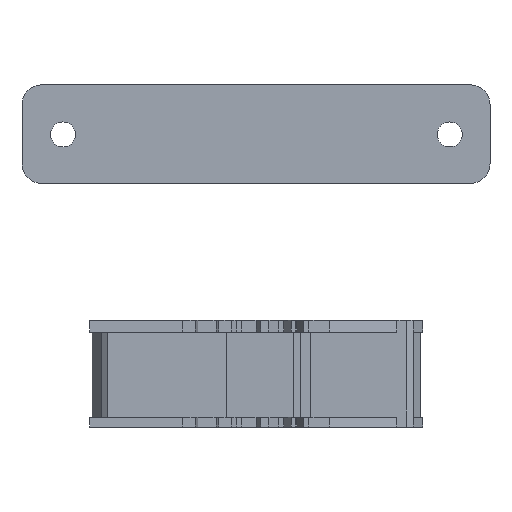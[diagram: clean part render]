
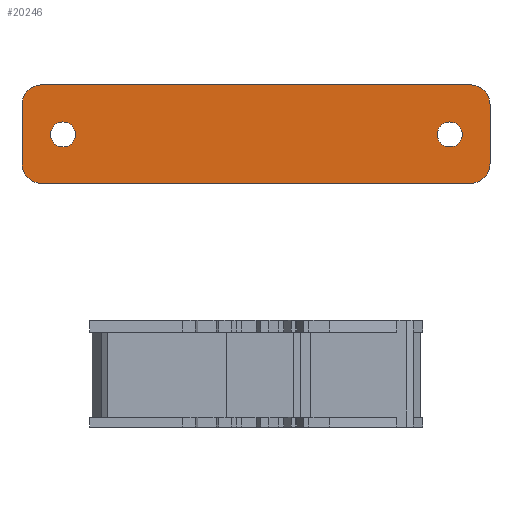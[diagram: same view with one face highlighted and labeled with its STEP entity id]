
A CAD part, front view. The second image highlights one B-rep face of the part: STEP entity #20246.
In plain terms, the highlighted planar face has unit normal (0, -1, 0).
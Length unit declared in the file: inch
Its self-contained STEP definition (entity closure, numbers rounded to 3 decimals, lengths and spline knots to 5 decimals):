
#71 = CARTESIAN_POINT ( 'NONE',  ( -2.18565, 0., 2.32972 ) ) ;
#174 = FACE_BOUND ( 'NONE', #5616, .T. ) ;
#474 = VERTEX_POINT ( 'NONE', #11841 ) ;
#486 = LINE ( 'NONE', #16385, #6628 ) ;
#739 = CARTESIAN_POINT ( 'NONE',  ( -2.38565, 0., 3.13366 ) ) ;
#774 = DIRECTION ( 'NONE',  ( 0., 0., 1. ) ) ;
#1193 = ORIENTED_EDGE ( 'NONE', *, *, #21544, .T. ) ;
#1321 = VERTEX_POINT ( 'NONE', #18209 ) ;
#1743 = AXIS2_PLACEMENT_3D ( 'NONE', #10206, #10430, #9987 ) ;
#1998 = ORIENTED_EDGE ( 'NONE', *, *, #17629, .T. ) ;
#2053 = DIRECTION ( 'NONE',  ( 0., -1., 0. ) ) ;
#2423 = CARTESIAN_POINT ( 'NONE',  ( 2.17813, 0., 2.52972 ) ) ;
#2515 = CARTESIAN_POINT ( 'NONE',  ( -1.9685, 0., 2.82908 ) ) ;
#2765 = CIRCLE ( 'NONE', #17433, 0.2 ) ;
#2776 = CARTESIAN_POINT ( 'NONE',  ( -1.9685, 0., 2.82908 ) ) ;
#2818 = AXIS2_PLACEMENT_3D ( 'NONE', #11423, #16593, #18416 ) ;
#3162 = LINE ( 'NONE', #15570, #13830 ) ;
#3235 = ORIENTED_EDGE ( 'NONE', *, *, #15477, .F. ) ;
#3591 = EDGE_CURVE ( 'NONE', #14754, #6673, #4361, .T. ) ;
#4355 = DIRECTION ( 'NONE',  ( 0., 0., 1. ) ) ;
#4361 = CIRCLE ( 'NONE', #9810, 0.2 ) ;
#4468 = ORIENTED_EDGE ( 'NONE', *, *, #10229, .T. ) ;
#4989 = ORIENTED_EDGE ( 'NONE', *, *, #10566, .T. ) ;
#5292 = VECTOR ( 'NONE', #6398, 39.37008 ) ;
#5616 = EDGE_LOOP ( 'NONE', ( #1193, #20249 ) ) ;
#5753 = DIRECTION ( 'NONE',  ( 0., 0., 1. ) ) ;
#5839 = CARTESIAN_POINT ( 'NONE',  ( -2.18565, 0., 3.33366 ) ) ;
#5915 = DIRECTION ( 'NONE',  ( 0., -1., 0. ) ) ;
#5947 = EDGE_CURVE ( 'NONE', #9145, #6673, #21126, .T. ) ;
#6292 = CARTESIAN_POINT ( 'NONE',  ( 2.37813, 0., 2.52972 ) ) ;
#6310 = DIRECTION ( 'NONE',  ( 0., 0., 1. ) ) ;
#6321 = VERTEX_POINT ( 'NONE', #13066 ) ;
#6398 = DIRECTION ( 'NONE',  ( 0., 0., -1. ) ) ;
#6628 = VECTOR ( 'NONE', #6310, 39.37008 ) ;
#6673 = VERTEX_POINT ( 'NONE', #10989 ) ;
#7232 = ORIENTED_EDGE ( 'NONE', *, *, #7954, .T. ) ;
#7250 = PLANE ( 'NONE',  #21115 ) ;
#7399 = DIRECTION ( 'NONE',  ( 0., 0., 1. ) ) ;
#7954 = EDGE_CURVE ( 'NONE', #9145, #9141, #20566, .T. ) ;
#8287 = DIRECTION ( 'NONE',  ( 0., 1., 0. ) ) ;
#8461 = EDGE_LOOP ( 'NONE', ( #22595, #1998 ) ) ;
#9011 = VERTEX_POINT ( 'NONE', #19474 ) ;
#9141 = VERTEX_POINT ( 'NONE', #739 ) ;
#9145 = VERTEX_POINT ( 'NONE', #5839 ) ;
#9401 = DIRECTION ( 'NONE',  ( 0., 1., 0. ) ) ;
#9672 = ORIENTED_EDGE ( 'NONE', *, *, #5947, .F. ) ;
#9810 = AXIS2_PLACEMENT_3D ( 'NONE', #12766, #18495, #19757 ) ;
#9830 = CIRCLE ( 'NONE', #1743, 0.12726 ) ;
#9987 = DIRECTION ( 'NONE',  ( 0., 0., 1. ) ) ;
#10203 = CIRCLE ( 'NONE', #14981, 0.12726 ) ;
#10206 = CARTESIAN_POINT ( 'NONE',  ( 1.9685, 0., 2.82908 ) ) ;
#10222 = CARTESIAN_POINT ( 'NONE',  ( 2.37813, 0., 3.13366 ) ) ;
#10229 = EDGE_CURVE ( 'NONE', #9011, #14354, #2765, .T. ) ;
#10351 = FACE_BOUND ( 'NONE', #8461, .T. ) ;
#10430 = DIRECTION ( 'NONE',  ( 0., 1., 0. ) ) ;
#10566 = EDGE_CURVE ( 'NONE', #6321, #17693, #16346, .T. ) ;
#10680 = AXIS2_PLACEMENT_3D ( 'NONE', #13913, #19261, #14357 ) ;
#10989 = CARTESIAN_POINT ( 'NONE',  ( 2.17813, 0., 3.33366 ) ) ;
#11423 = CARTESIAN_POINT ( 'NONE',  ( 1.9685, 0., 2.82908 ) ) ;
#11581 = AXIS2_PLACEMENT_3D ( 'NONE', #19398, #2053, #5753 ) ;
#11841 = CARTESIAN_POINT ( 'NONE',  ( 1.9685, 0., 2.70183 ) ) ;
#12029 = VERTEX_POINT ( 'NONE', #19465 ) ;
#12181 = EDGE_CURVE ( 'NONE', #14754, #14354, #22096, .T. ) ;
#12526 = FACE_OUTER_BOUND ( 'NONE', #22303, .T. ) ;
#12601 = ORIENTED_EDGE ( 'NONE', *, *, #3591, .T. ) ;
#12714 = CIRCLE ( 'NONE', #2818, 0.12726 ) ;
#12766 = CARTESIAN_POINT ( 'NONE',  ( 2.17813, 0., 3.13366 ) ) ;
#13066 = CARTESIAN_POINT ( 'NONE',  ( -2.38565, 0., 2.52972 ) ) ;
#13830 = VECTOR ( 'NONE', #15220, 39.37008 ) ;
#13913 = CARTESIAN_POINT ( 'NONE',  ( -2.18565, 0., 3.13366 ) ) ;
#14354 = VERTEX_POINT ( 'NONE', #6292 ) ;
#14357 = DIRECTION ( 'NONE',  ( 0., 0., 1. ) ) ;
#14560 = AXIS2_PLACEMENT_3D ( 'NONE', #2776, #8287, #22176 ) ;
#14583 = CARTESIAN_POINT ( 'NONE',  ( 0., 0., 0. ) ) ;
#14754 = VERTEX_POINT ( 'NONE', #10222 ) ;
#14981 = AXIS2_PLACEMENT_3D ( 'NONE', #2515, #20055, #4355 ) ;
#15184 = VERTEX_POINT ( 'NONE', #19800 ) ;
#15220 = DIRECTION ( 'NONE',  ( -1., 0., 0. ) ) ;
#15477 = EDGE_CURVE ( 'NONE', #6321, #9141, #486, .T. ) ;
#15570 = CARTESIAN_POINT ( 'NONE',  ( -2.38565, 0., 2.32972 ) ) ;
#16063 = EDGE_CURVE ( 'NONE', #474, #15184, #9830, .T. ) ;
#16346 = CIRCLE ( 'NONE', #11581, 0.2 ) ;
#16385 = CARTESIAN_POINT ( 'NONE',  ( -2.38565, 0., 2.32972 ) ) ;
#16500 = CARTESIAN_POINT ( 'NONE',  ( 2.37813, 0., 2.32972 ) ) ;
#16593 = DIRECTION ( 'NONE',  ( 0., 1., 0. ) ) ;
#16707 = ORIENTED_EDGE ( 'NONE', *, *, #20584, .F. ) ;
#17121 = CIRCLE ( 'NONE', #14560, 0.12726 ) ;
#17433 = AXIS2_PLACEMENT_3D ( 'NONE', #2423, #5915, #7399 ) ;
#17467 = DIRECTION ( 'NONE',  ( 1., 0., 0. ) ) ;
#17629 = EDGE_CURVE ( 'NONE', #1321, #12029, #17121, .T. ) ;
#17693 = VERTEX_POINT ( 'NONE', #71 ) ;
#17950 = VECTOR ( 'NONE', #17467, 39.37008 ) ;
#18209 = CARTESIAN_POINT ( 'NONE',  ( -1.9685, 0., 2.70183 ) ) ;
#18416 = DIRECTION ( 'NONE',  ( 0., 0., 1. ) ) ;
#18495 = DIRECTION ( 'NONE',  ( 0., -1., 0. ) ) ;
#18633 = EDGE_CURVE ( 'NONE', #12029, #1321, #10203, .T. ) ;
#19261 = DIRECTION ( 'NONE',  ( 0., -1., 0. ) ) ;
#19282 = CARTESIAN_POINT ( 'NONE',  ( -2.38565, 0., 3.33366 ) ) ;
#19344 = ORIENTED_EDGE ( 'NONE', *, *, #12181, .F. ) ;
#19398 = CARTESIAN_POINT ( 'NONE',  ( -2.18565, 0., 2.52972 ) ) ;
#19465 = CARTESIAN_POINT ( 'NONE',  ( -1.9685, 0., 2.95634 ) ) ;
#19474 = CARTESIAN_POINT ( 'NONE',  ( 2.17813, 0., 2.32972 ) ) ;
#19757 = DIRECTION ( 'NONE',  ( 0., 0., 1. ) ) ;
#19800 = CARTESIAN_POINT ( 'NONE',  ( 1.9685, 0., 2.95634 ) ) ;
#20055 = DIRECTION ( 'NONE',  ( 0., 1., 0. ) ) ;
#20246 = ADVANCED_FACE ( 'NONE', ( #10351, #174, #12526 ), #7250, .F. ) ;
#20249 = ORIENTED_EDGE ( 'NONE', *, *, #16063, .T. ) ;
#20566 = CIRCLE ( 'NONE', #10680, 0.2 ) ;
#20584 = EDGE_CURVE ( 'NONE', #9011, #17693, #3162, .T. ) ;
#21115 = AXIS2_PLACEMENT_3D ( 'NONE', #14583, #9401, #774 ) ;
#21126 = LINE ( 'NONE', #19282, #17950 ) ;
#21544 = EDGE_CURVE ( 'NONE', #15184, #474, #12714, .T. ) ;
#22096 = LINE ( 'NONE', #16500, #5292 ) ;
#22176 = DIRECTION ( 'NONE',  ( 0., 0., 1. ) ) ;
#22303 = EDGE_LOOP ( 'NONE', ( #3235, #4989, #16707, #4468, #19344, #12601, #9672, #7232 ) ) ;
#22595 = ORIENTED_EDGE ( 'NONE', *, *, #18633, .T. ) ;
